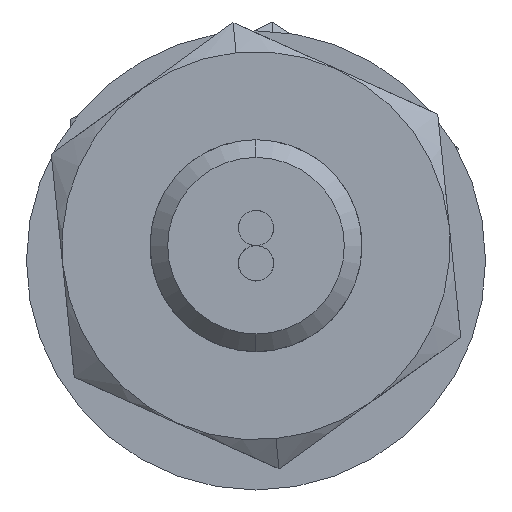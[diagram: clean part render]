
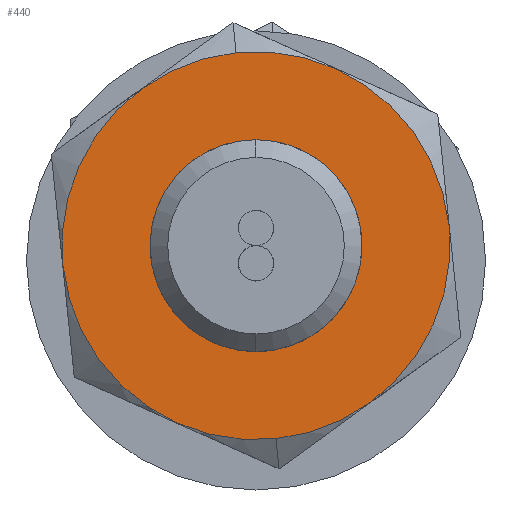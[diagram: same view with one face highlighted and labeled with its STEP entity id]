
A CAD part, left-side view. The second image highlights one B-rep face of the part: STEP entity #440.
In plain terms, the highlighted planar face has unit normal (-1, 0, 0).
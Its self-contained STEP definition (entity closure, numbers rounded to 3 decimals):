
#5 = VERTEX_POINT ( 'NONE', #304 ) ;
#34 = CARTESIAN_POINT ( 'NONE',  ( -1.2, 0., 0. ) ) ;
#41 = CIRCLE ( 'NONE', #42, 2.747 ) ;
#42 = AXIS2_PLACEMENT_3D ( 'NONE', #216, #1189, #1310 ) ;
#84 = VERTEX_POINT ( 'NONE', #1541 ) ;
#95 = CARTESIAN_POINT ( 'NONE',  ( -1.2, 0., -1.5 ) ) ;
#153 = CARTESIAN_POINT ( 'NONE',  ( -1.2, 0., 0. ) ) ;
#180 = ORIENTED_EDGE ( 'NONE', *, *, #383, .F. ) ;
#186 = EDGE_LOOP ( 'NONE', ( #180, #1078 ) ) ;
#216 = CARTESIAN_POINT ( 'NONE',  ( -1.2, 0., 0. ) ) ;
#283 = DIRECTION ( 'NONE',  ( 0., 0., -1. ) ) ;
#304 = CARTESIAN_POINT ( 'NONE',  ( -1.2, 0., 1.5 ) ) ;
#383 = EDGE_CURVE ( 'NONE', #84, #1340, #885, .T. ) ;
#440 = ADVANCED_FACE ( 'NONE', ( #1216, #758 ), #637, .F. ) ;
#511 = AXIS2_PLACEMENT_3D ( 'NONE', #153, #1252, #283 ) ;
#526 = CARTESIAN_POINT ( 'NONE',  ( -1.2, 0., 2.747 ) ) ;
#637 = PLANE ( 'NONE',  #511 ) ;
#641 = EDGE_CURVE ( 'NONE', #1451, #5, #1557, .T. ) ;
#655 = ORIENTED_EDGE ( 'NONE', *, *, #1395, .T. ) ;
#675 = CIRCLE ( 'NONE', #698, 1.5 ) ;
#698 = AXIS2_PLACEMENT_3D ( 'NONE', #1145, #1394, #886 ) ;
#755 = DIRECTION ( 'NONE',  ( 0., 0., -1. ) ) ;
#758 = FACE_OUTER_BOUND ( 'NONE', #186, .T. ) ;
#814 = DIRECTION ( 'NONE',  ( 0., 0., -1. ) ) ;
#815 = ORIENTED_EDGE ( 'NONE', *, *, #641, .T. ) ;
#872 = EDGE_LOOP ( 'NONE', ( #655, #815 ) ) ;
#883 = DIRECTION ( 'NONE',  ( 1., 0., 0. ) ) ;
#885 = CIRCLE ( 'NONE', #1159, 2.747 ) ;
#886 = DIRECTION ( 'NONE',  ( 0., 0., -1. ) ) ;
#1060 = AXIS2_PLACEMENT_3D ( 'NONE', #1551, #1303, #814 ) ;
#1078 = ORIENTED_EDGE ( 'NONE', *, *, #1527, .F. ) ;
#1145 = CARTESIAN_POINT ( 'NONE',  ( -1.2, 0., 0. ) ) ;
#1159 = AXIS2_PLACEMENT_3D ( 'NONE', #34, #883, #755 ) ;
#1189 = DIRECTION ( 'NONE',  ( 1., 0., 0. ) ) ;
#1216 = FACE_BOUND ( 'NONE', #872, .T. ) ;
#1252 = DIRECTION ( 'NONE',  ( 1., 0., 0. ) ) ;
#1303 = DIRECTION ( 'NONE',  ( 1., 0., 0. ) ) ;
#1310 = DIRECTION ( 'NONE',  ( 0., 0., -1. ) ) ;
#1340 = VERTEX_POINT ( 'NONE', #526 ) ;
#1394 = DIRECTION ( 'NONE',  ( 1., 0., 0. ) ) ;
#1395 = EDGE_CURVE ( 'NONE', #5, #1451, #675, .T. ) ;
#1451 = VERTEX_POINT ( 'NONE', #95 ) ;
#1527 = EDGE_CURVE ( 'NONE', #1340, #84, #41, .T. ) ;
#1541 = CARTESIAN_POINT ( 'NONE',  ( -1.2, 0., -2.747 ) ) ;
#1551 = CARTESIAN_POINT ( 'NONE',  ( -1.2, 0., 0. ) ) ;
#1557 = CIRCLE ( 'NONE', #1060, 1.5 ) ;
